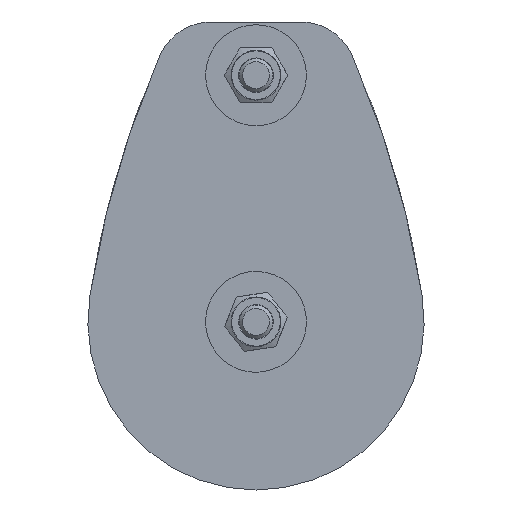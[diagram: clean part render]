
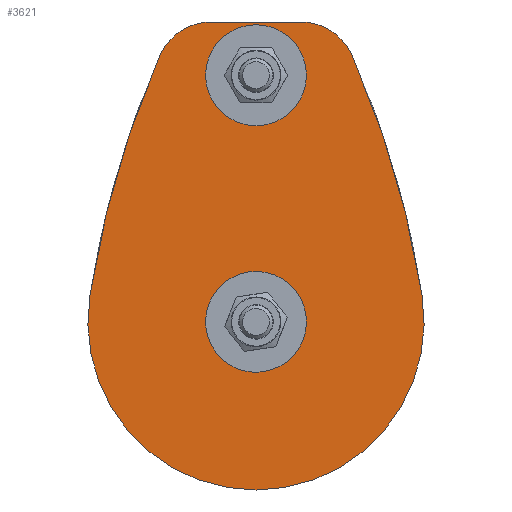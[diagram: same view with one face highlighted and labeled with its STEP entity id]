
A CAD part, front view. The second image highlights one B-rep face of the part: STEP entity #3621.
In plain terms, the highlighted planar face has unit normal (0, -1, 0).
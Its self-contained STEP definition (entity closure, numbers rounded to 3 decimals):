
#299=FACE_BOUND('',#814,.T.);
#300=FACE_BOUND('',#815,.T.);
#353=PLANE('',#4096);
#537=FACE_OUTER_BOUND('',#813,.T.);
#813=EDGE_LOOP('',(#2897,#2898,#2899,#2900,#2901,#2902));
#814=EDGE_LOOP('',(#2903));
#815=EDGE_LOOP('',(#2904));
#1071=LINE('',#6346,#1196);
#1196=VECTOR('',#4986,10.);
#1404=CIRCLE('',#4093,175.);
#1405=CIRCLE('',#4095,10.);
#1406=CIRCLE('',#4097,10.);
#1407=CIRCLE('',#4098,175.);
#1408=CIRCLE('',#4099,30.);
#1409=CIRCLE('',#4100,4.1);
#1410=CIRCLE('',#4101,3.1);
#1740=VERTEX_POINT('',#6307);
#1741=VERTEX_POINT('',#6309);
#1744=VERTEX_POINT('',#6336);
#1745=VERTEX_POINT('',#6340);
#1746=VERTEX_POINT('',#6341);
#1747=VERTEX_POINT('',#6343);
#1748=VERTEX_POINT('',#6347);
#1749=VERTEX_POINT('',#6349);
#2206=EDGE_CURVE('',#1740,#1741,#1404,.T.);
#2212=EDGE_CURVE('',#1744,#1740,#1405,.T.);
#2213=EDGE_CURVE('',#1745,#1746,#1406,.T.);
#2214=EDGE_CURVE('',#1747,#1745,#1407,.T.);
#2215=EDGE_CURVE('',#1741,#1747,#1408,.T.);
#2216=EDGE_CURVE('',#1746,#1744,#1071,.T.);
#2217=EDGE_CURVE('',#1748,#1748,#1409,.T.);
#2218=EDGE_CURVE('',#1749,#1749,#1410,.T.);
#2897=ORIENTED_EDGE('',*,*,#2213,.F.);
#2898=ORIENTED_EDGE('',*,*,#2214,.F.);
#2899=ORIENTED_EDGE('',*,*,#2215,.F.);
#2900=ORIENTED_EDGE('',*,*,#2206,.F.);
#2901=ORIENTED_EDGE('',*,*,#2212,.F.);
#2902=ORIENTED_EDGE('',*,*,#2216,.F.);
#2903=ORIENTED_EDGE('',*,*,#2217,.T.);
#2904=ORIENTED_EDGE('',*,*,#2218,.T.);
#3621=ADVANCED_FACE('',(#537,#299,#300),#353,.T.);
#4093=AXIS2_PLACEMENT_3D('',#6310,#4969,#4970);
#4095=AXIS2_PLACEMENT_3D('',#6338,#4976,#4977);
#4096=AXIS2_PLACEMENT_3D('',#6339,#4978,#4979);
#4097=AXIS2_PLACEMENT_3D('',#6342,#4980,#4981);
#4098=AXIS2_PLACEMENT_3D('',#6344,#4982,#4983);
#4099=AXIS2_PLACEMENT_3D('',#6345,#4984,#4985);
#4100=AXIS2_PLACEMENT_3D('',#6348,#4987,#4988);
#4101=AXIS2_PLACEMENT_3D('',#6350,#4989,#4990);
#4969=DIRECTION('center_axis',(0.,1.,0.));
#4970=DIRECTION('ref_axis',(0.917,0.,0.4));
#4976=DIRECTION('center_axis',(0.,1.,0.));
#4977=DIRECTION('ref_axis',(0.,0.,1.));
#4978=DIRECTION('center_axis',(0.,-1.,0.));
#4979=DIRECTION('ref_axis',(0.,0.,
-1.));
#4980=DIRECTION('center_axis',(0.,1.,0.));
#4981=DIRECTION('ref_axis',(-0.917,0.,0.4));
#4982=DIRECTION('center_axis',(0.,1.,0.));
#4983=DIRECTION('ref_axis',(-0.988,0.,0.155));
#4984=DIRECTION('center_axis',(0.,1.,0.));
#4985=DIRECTION('ref_axis',(0.988,0.,0.155));
#4986=DIRECTION('',(1.,0.,0.));
#4987=DIRECTION('center_axis',(0.,1.,0.));
#4988=DIRECTION('ref_axis',(0.,0.,1.));
#4989=DIRECTION('center_axis',(0.,1.,0.));
#4990=DIRECTION('ref_axis',(0.,0.,
-1.));
#6307=CARTESIAN_POINT('',(17.167,-11.,47.496));
#6309=CARTESIAN_POINT('',(29.639,-11.,4.641));
#6310=CARTESIAN_POINT('Origin',(-143.254,-11.,-22.433));
#6336=CARTESIAN_POINT('',(8.,-11.,53.5));
#6338=CARTESIAN_POINT('Origin',(8.,-11.,43.5));
#6339=CARTESIAN_POINT('Origin',(0.,-11.,
53.));
#6340=CARTESIAN_POINT('',(-17.167,-11.,47.496));
#6341=CARTESIAN_POINT('',(-8.,-11.,53.5));
#6342=CARTESIAN_POINT('Origin',(-8.,-11.,43.5));
#6343=CARTESIAN_POINT('',(-29.639,-11.,4.641));
#6344=CARTESIAN_POINT('Origin',(143.254,-11.,-22.433));
#6345=CARTESIAN_POINT('Origin',(0.,-11.,
0.));
#6346=CARTESIAN_POINT('',(0.,-11.,53.5));
#6347=CARTESIAN_POINT('',(0.,-11.,-4.1));
#6348=CARTESIAN_POINT('Origin',(0.,-11.,0.));
#6349=CARTESIAN_POINT('',(0.,-11.,47.1));
#6350=CARTESIAN_POINT('Origin',(0.,-11.,
44.));
